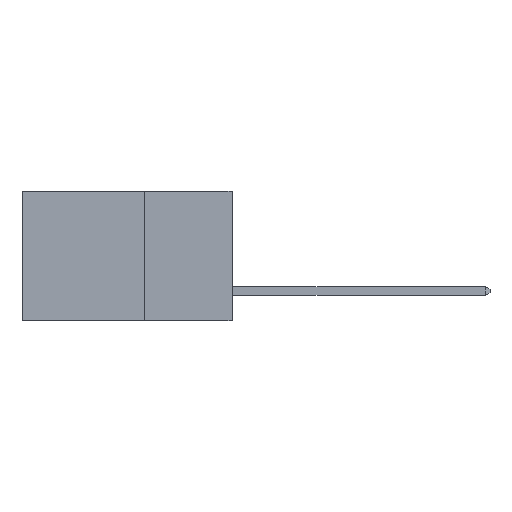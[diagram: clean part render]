
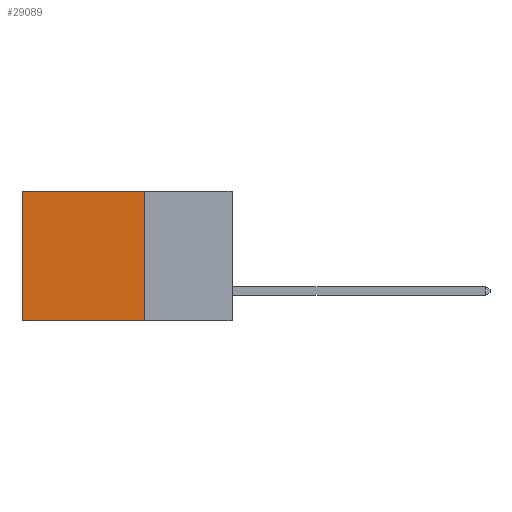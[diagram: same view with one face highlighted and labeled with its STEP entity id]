
A CAD part, left-side view. The second image highlights one B-rep face of the part: STEP entity #29089.
In plain terms, the highlighted planar face has unit normal (-1, 0, 0).
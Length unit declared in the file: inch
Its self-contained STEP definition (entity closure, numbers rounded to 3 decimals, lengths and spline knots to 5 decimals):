
#442 = ORIENTED_EDGE ( 'NONE', *, *, #5190, .F. ) ;
#1114 = DIRECTION ( 'NONE',  ( 0., 0., -1. ) ) ;
#4322 = CARTESIAN_POINT ( 'NONE',  ( 0.2875, 0.25, 0. ) ) ;
#4618 = VERTEX_POINT ( 'NONE', #30601 ) ;
#4781 = DIRECTION ( 'NONE',  ( 0., 0., -1. ) ) ;
#5190 = EDGE_CURVE ( 'NONE', #4618, #24589, #33225, .T. ) ;
#7102 = VERTEX_POINT ( 'NONE', #24741 ) ;
#7399 = LINE ( 'NONE', #32600, #27530 ) ;
#7536 = ORIENTED_EDGE ( 'NONE', *, *, #9897, .F. ) ;
#9806 = EDGE_CURVE ( 'NONE', #7102, #22959, #27877, .T. ) ;
#9897 = EDGE_CURVE ( 'NONE', #7102, #4618, #17677, .T. ) ;
#12116 = ORIENTED_EDGE ( 'NONE', *, *, #9806, .T. ) ;
#12192 = CARTESIAN_POINT ( 'NONE',  ( 0.2875, 0.6, -0.37 ) ) ;
#12338 = VECTOR ( 'NONE', #12468, 39.37008 ) ;
#12468 = DIRECTION ( 'NONE',  ( 0., 1., 0. ) ) ;
#13932 = PLANE ( 'NONE',  #18933 ) ;
#15139 = CARTESIAN_POINT ( 'NONE',  ( 0.2875, 0.25, -0.37 ) ) ;
#16599 = DIRECTION ( 'NONE',  ( 0., 0., -1. ) ) ;
#16869 = VECTOR ( 'NONE', #4781, 39.37008 ) ;
#17677 = LINE ( 'NONE', #25830, #16869 ) ;
#18933 = AXIS2_PLACEMENT_3D ( 'NONE', #29487, #32250, #16599 ) ;
#22614 = ORIENTED_EDGE ( 'NONE', *, *, #26789, .T. ) ;
#22959 = VERTEX_POINT ( 'NONE', #31784 ) ;
#24589 = VERTEX_POINT ( 'NONE', #12192 ) ;
#24741 = CARTESIAN_POINT ( 'NONE',  ( 0.2875, 0.25, 0. ) ) ;
#25385 = DIRECTION ( 'NONE',  ( 0., 1., 0. ) ) ;
#25830 = CARTESIAN_POINT ( 'NONE',  ( 0.2875, 0.25, 0. ) ) ;
#26103 = FACE_OUTER_BOUND ( 'NONE', #27166, .T. ) ;
#26789 = EDGE_CURVE ( 'NONE', #22959, #24589, #7399, .T. ) ;
#27166 = EDGE_LOOP ( 'NONE', ( #22614, #442, #7536, #12116 ) ) ;
#27530 = VECTOR ( 'NONE', #1114, 39.37008 ) ;
#27877 = LINE ( 'NONE', #4322, #34018 ) ;
#29089 = ADVANCED_FACE ( 'NONE', ( #26103 ), #13932, .F. ) ;
#29487 = CARTESIAN_POINT ( 'NONE',  ( 0.2875, 0.25, 0. ) ) ;
#30601 = CARTESIAN_POINT ( 'NONE',  ( 0.2875, 0.25, -0.37 ) ) ;
#31784 = CARTESIAN_POINT ( 'NONE',  ( 0.2875, 0.6, 0. ) ) ;
#32250 = DIRECTION ( 'NONE',  ( 1., 0., 0. ) ) ;
#32600 = CARTESIAN_POINT ( 'NONE',  ( 0.2875, 0.6, 0. ) ) ;
#33225 = LINE ( 'NONE', #15139, #12338 ) ;
#34018 = VECTOR ( 'NONE', #25385, 39.37008 ) ;
